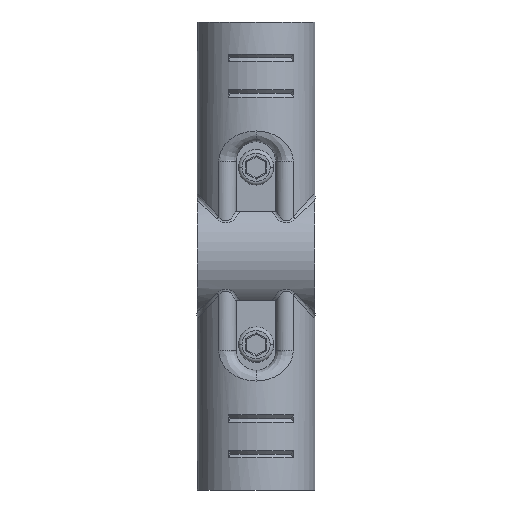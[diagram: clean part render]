
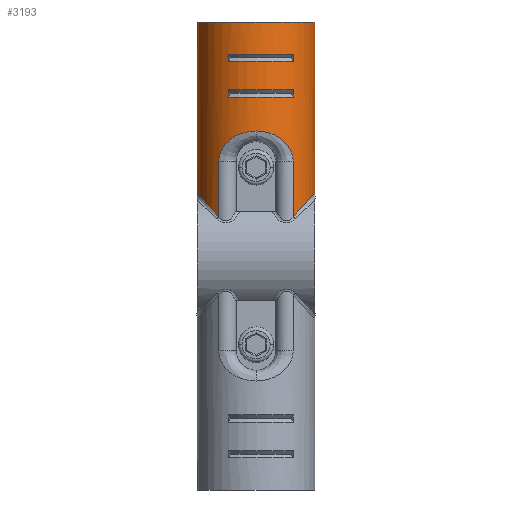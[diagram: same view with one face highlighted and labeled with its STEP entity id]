
A CAD part, left-side view. The second image highlights one B-rep face of the part: STEP entity #3193.
In plain terms, the highlighted cylindrical face has radius 16.5 mm (diameter 33 mm), a partial arc.
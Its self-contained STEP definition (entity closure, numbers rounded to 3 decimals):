
#713=DIRECTION('',(0.,0.,1.));
#714=VECTOR('',#713,48.073);
#715=CARTESIAN_POINT('',(-1.5,16.432,17.427));
#716=LINE('',#715,#714);
#725=DIRECTION('',(0.,0.,1.));
#726=VECTOR('',#725,48.073);
#727=CARTESIAN_POINT('',(-1.5,-16.432,17.427));
#728=LINE('',#727,#726);
#741=CARTESIAN_POINT('',(0.,0.,65.5));
#742=DIRECTION('',(0.,0.,1.));
#743=DIRECTION('',(-0.091,0.996,0.));
#744=AXIS2_PLACEMENT_3D('',#741,#742,#743);
#746=CARTESIAN_POINT('',(0.,0.,54.5));
#747=DIRECTION('',(0.,0.,1.));
#748=DIRECTION('',(-0.887,0.462,0.));
#749=AXIS2_PLACEMENT_3D('',#746,#747,#748);
#751=CARTESIAN_POINT('',(0.,0.,56.5));
#752=DIRECTION('',(0.,0.,-1.));
#753=DIRECTION('',(-0.777,-0.629,0.));
#754=AXIS2_PLACEMENT_3D('',#751,#752,#753);
#756=CARTESIAN_POINT('',(0.,0.,44.5));
#757=DIRECTION('',(0.,0.,1.));
#758=DIRECTION('',(-0.887,0.462,0.));
#759=AXIS2_PLACEMENT_3D('',#756,#757,#758);
#761=CARTESIAN_POINT('',(0.,0.,46.5));
#762=DIRECTION('',(0.,0.,-1.));
#763=DIRECTION('',(-0.777,-0.629,0.));
#764=AXIS2_PLACEMENT_3D('',#761,#762,#763);
#790=CARTESIAN_POINT('',(-1.5,-16.432,17.427));
#791=CARTESIAN_POINT('',(-2.045,-16.382,17.375));
#792=CARTESIAN_POINT('',(-3.144,-16.227,17.21));
#793=CARTESIAN_POINT('',(-4.789,-15.821,16.78));
#794=CARTESIAN_POINT('',(-6.449,-15.223,16.146));
#795=CARTESIAN_POINT('',(-8.112,-14.41,15.284));
#796=CARTESIAN_POINT('',(-9.756,-13.357,14.167));
#797=CARTESIAN_POINT('',(-11.345,-12.043,12.773));
#798=CARTESIAN_POINT('',(-12.346,-10.973,11.638));
#799=CARTESIAN_POINT('',(-12.819,-10.389,11.019));
#1449=CARTESIAN_POINT('',(-1.5,16.432,17.427));
#1450=CARTESIAN_POINT('',(-2.045,16.382,17.375));
#1451=CARTESIAN_POINT('',(-3.144,16.227,17.21));
#1452=CARTESIAN_POINT('',(-4.789,15.821,16.78));
#1453=CARTESIAN_POINT('',(-6.449,15.223,16.146));
#1454=CARTESIAN_POINT('',(-8.112,14.41,15.283));
#1455=CARTESIAN_POINT('',(-9.756,13.357,14.167));
#1456=CARTESIAN_POINT('',(-11.345,12.043,12.773));
#1457=CARTESIAN_POINT('',(-12.346,10.973,11.638));
#1458=CARTESIAN_POINT('',(-12.819,10.389,11.019));
#1500=CARTESIAN_POINT('',(-12.819,10.389,11.019));
#1526=DIRECTION('',(0.,0.,-1.));
#1527=VECTOR('',#1526,15.481);
#1528=CARTESIAN_POINT('',(-12.819,10.389,26.5));
#1529=LINE('',#1528,#1527);
#1561=CARTESIAN_POINT('',(-16.5,0.,
35.));
#1562=CARTESIAN_POINT('',(-16.5,0.559,
35.));
#1563=CARTESIAN_POINT('',(-16.445,1.699,34.929));
#1564=CARTESIAN_POINT('',(-16.153,3.528,34.545));
#1565=CARTESIAN_POINT('',(-15.681,5.224,33.898));
#1566=CARTESIAN_POINT('',(-15.116,6.664,33.068));
#1567=CARTESIAN_POINT('',(-14.562,7.784,32.172));
#1568=CARTESIAN_POINT('',(-14.07,8.632,31.27));
#1569=CARTESIAN_POINT('',(-13.661,9.26,30.393));
#1570=CARTESIAN_POINT('',(-13.339,9.715,29.554));
#1571=CARTESIAN_POINT('',(-13.1,10.033,28.753));
#1572=CARTESIAN_POINT('',(-12.936,10.243,27.986));
#1573=CARTESIAN_POINT('',(-12.84,10.363,27.242));
#1574=CARTESIAN_POINT('',(-12.819,10.389,26.746));
#1575=CARTESIAN_POINT('',(-12.819,10.389,26.5));
#1617=DIRECTION('',(0.,0.,1.));
#1618=VECTOR('',#1617,15.481);
#1619=CARTESIAN_POINT('',(-12.819,-10.389,
11.019));
#1620=LINE('',#1619,#1618);
#1621=CARTESIAN_POINT('',(-12.819,-10.389,
11.019));
#1701=CARTESIAN_POINT('',(-12.819,-10.389,
26.5));
#1702=CARTESIAN_POINT('',(-12.819,-10.389,
26.747));
#1703=CARTESIAN_POINT('',(-12.84,-10.362,
27.244));
#1704=CARTESIAN_POINT('',(-12.937,-10.242,
27.99));
#1705=CARTESIAN_POINT('',(-13.102,-10.032,
28.759));
#1706=CARTESIAN_POINT('',(-13.342,-9.712,
29.561));
#1707=CARTESIAN_POINT('',(-13.665,-9.255,
30.401));
#1708=CARTESIAN_POINT('',(-14.075,-8.625,
31.279));
#1709=CARTESIAN_POINT('',(-14.568,-7.774,
32.181));
#1710=CARTESIAN_POINT('',(-15.121,-6.652,
33.076));
#1711=CARTESIAN_POINT('',(-15.686,-5.21,
33.904));
#1712=CARTESIAN_POINT('',(-16.155,-3.518,
34.548));
#1713=CARTESIAN_POINT('',(-16.445,-1.697,
34.929));
#1714=CARTESIAN_POINT('',(-16.5,-0.559,
35.));
#1715=CARTESIAN_POINT('',(-16.5,0.,
35.));
#2225=DIRECTION('',(0.,0.,1.));
#2226=VECTOR('',#2225,2.);
#2227=CARTESIAN_POINT('',(-14.635,7.62,54.5));
#2228=LINE('',#2227,#2226);
#2242=DIRECTION('',(0.,0.,1.));
#2243=VECTOR('',#2242,2.);
#2244=CARTESIAN_POINT('',(-12.826,-10.38,54.5));
#2245=LINE('',#2244,#2243);
#2254=DIRECTION('',(0.,0.,1.));
#2255=VECTOR('',#2254,2.);
#2256=CARTESIAN_POINT('',(-14.635,7.62,44.5));
#2257=LINE('',#2256,#2255);
#2271=DIRECTION('',(0.,0.,1.));
#2272=VECTOR('',#2271,2.);
#2273=CARTESIAN_POINT('',(-12.826,-10.38,44.5));
#2274=LINE('',#2273,#2272);
#2319=VERTEX_POINT('',#1561);
#2320=VERTEX_POINT('',#1575);
#2323=VERTEX_POINT('',#1701);
#2327=VERTEX_POINT('',#1621);
#2334=VERTEX_POINT('',#1500);
#2349=CARTESIAN_POINT('',(-14.635,7.62,54.5));
#2350=CARTESIAN_POINT('',(-14.635,7.62,56.5));
#2351=VERTEX_POINT('',#2349);
#2352=VERTEX_POINT('',#2350);
#2353=CARTESIAN_POINT('',(-12.826,-10.38,54.5));
#2354=CARTESIAN_POINT('',(-12.826,-10.38,56.5));
#2355=VERTEX_POINT('',#2353);
#2356=VERTEX_POINT('',#2354);
#2361=CARTESIAN_POINT('',(-14.635,7.62,44.5));
#2362=CARTESIAN_POINT('',(-14.635,7.62,46.5));
#2363=VERTEX_POINT('',#2361);
#2364=VERTEX_POINT('',#2362);
#2365=CARTESIAN_POINT('',(-12.826,-10.38,44.5));
#2366=CARTESIAN_POINT('',(-12.826,-10.38,46.5));
#2367=VERTEX_POINT('',#2365);
#2368=VERTEX_POINT('',#2366);
#2397=CARTESIAN_POINT('',(-1.5,-16.432,65.5));
#2399=VERTEX_POINT('',#2397);
#2402=CARTESIAN_POINT('',(-1.5,16.432,65.5));
#2404=VERTEX_POINT('',#2402);
#2405=CARTESIAN_POINT('',(-1.5,16.432,17.427));
#2406=VERTEX_POINT('',#2405);
#2407=CARTESIAN_POINT('',(-1.5,-16.432,
17.427));
#2408=VERTEX_POINT('',#2407);
#3151=CARTESIAN_POINT('',(0.,0.,65.5));
#3152=DIRECTION('',(0.,0.,1.));
#3153=DIRECTION('',(1.,0.,0.));
#3154=AXIS2_PLACEMENT_3D('',#3151,#3152,#3153);
#3155=CYLINDRICAL_SURFACE('',#3154,16.5);
#3156=ORIENTED_EDGE('',*,*,#3144,.T.);
#3157=ORIENTED_EDGE('',*,*,#3130,.F.);
#3159=ORIENTED_EDGE('',*,*,#3158,.T.);
#3161=ORIENTED_EDGE('',*,*,#3160,.T.);
#3163=ORIENTED_EDGE('',*,*,#3162,.T.);
#3165=ORIENTED_EDGE('',*,*,#3164,.T.);
#3167=ORIENTED_EDGE('',*,*,#3166,.T.);
#3169=ORIENTED_EDGE('',*,*,#3168,.F.);
#3170=ORIENTED_EDGE('',*,*,#3110,.T.);
#3171=EDGE_LOOP('',(#3156,#3157,#3159,#3161,#3163,#3165,#3167,#3169,#3170));
#3172=FACE_OUTER_BOUND('',#3171,.F.);
#3174=ORIENTED_EDGE('',*,*,#3173,.T.);
#3176=ORIENTED_EDGE('',*,*,#3175,.T.);
#3178=ORIENTED_EDGE('',*,*,#3177,.T.);
#3180=ORIENTED_EDGE('',*,*,#3179,.F.);
#3181=EDGE_LOOP('',(#3174,#3176,#3178,#3180));
#3182=FACE_BOUND('',#3181,.F.);
#3184=ORIENTED_EDGE('',*,*,#3183,.T.);
#3186=ORIENTED_EDGE('',*,*,#3185,.T.);
#3188=ORIENTED_EDGE('',*,*,#3187,.T.);
#3190=ORIENTED_EDGE('',*,*,#3189,.F.);
#3191=EDGE_LOOP('',(#3184,#3186,#3188,#3190));
#3192=FACE_BOUND('',#3191,.F.);
#3193=ADVANCED_FACE('',(#3172,#3182,#3192),#3155,.T.);
#745=CIRCLE('',#744,16.5);
#750=CIRCLE('',#749,16.5);
#755=CIRCLE('',#754,16.5);
#760=CIRCLE('',#759,16.5);
#765=CIRCLE('',#764,16.5);
#800=B_SPLINE_CURVE_WITH_KNOTS('',3,(#790,#791,#792,#793,#794,#795,#796,#797,
#798,#799),.UNSPECIFIED.,.F.,.F.,(4,1,1,1,1,1,1,4),(0.,0.143,
0.286,0.429,0.571,0.714,
0.857,1.),.UNSPECIFIED.);
#1459=B_SPLINE_CURVE_WITH_KNOTS('',3,(#1449,#1450,#1451,#1452,#1453,#1454,#1455,
#1456,#1457,#1458),.UNSPECIFIED.,.F.,.F.,(4,1,1,1,1,1,1,4),(0.,
0.143,0.286,0.429,0.571,
0.714,0.857,1.),.UNSPECIFIED.);
#1576=B_SPLINE_CURVE_WITH_KNOTS('',3,(#1561,#1562,#1563,#1564,#1565,#1566,#1567,
#1568,#1569,#1570,#1571,#1572,#1573,#1574,#1575),.UNSPECIFIED.,.F.,.F.,(4,1,1,1,
1,1,1,1,1,1,1,1,4),(0.,0.083,0.167,0.25,
0.333,0.417,0.5,0.583,0.667,
0.75,0.833,0.917,1.),.UNSPECIFIED.);
#1716=B_SPLINE_CURVE_WITH_KNOTS('',3,(#1701,#1702,#1703,#1704,#1705,#1706,#1707,
#1708,#1709,#1710,#1711,#1712,#1713,#1714,#1715),.UNSPECIFIED.,.F.,.F.,(4,1,1,1,
1,1,1,1,1,1,1,1,4),(0.,0.083,0.167,0.25,
0.333,0.417,0.5,0.583,0.667,
0.75,0.833,0.917,1.),.UNSPECIFIED.);
#3110=EDGE_CURVE('',#2406,#2404,#716,.T.);
#3130=EDGE_CURVE('',#2408,#2399,#728,.T.);
#3144=EDGE_CURVE('',#2404,#2399,#745,.T.);
#3158=EDGE_CURVE('',#2408,#2327,#800,.T.);
#3160=EDGE_CURVE('',#2327,#2323,#1620,.T.);
#3162=EDGE_CURVE('',#2323,#2319,#1716,.T.);
#3164=EDGE_CURVE('',#2319,#2320,#1576,.T.);
#3166=EDGE_CURVE('',#2320,#2334,#1529,.T.);
#3168=EDGE_CURVE('',#2406,#2334,#1459,.T.);
#3173=EDGE_CURVE('',#2351,#2355,#750,.T.);
#3175=EDGE_CURVE('',#2355,#2356,#2245,.T.);
#3177=EDGE_CURVE('',#2356,#2352,#755,.T.);
#3179=EDGE_CURVE('',#2351,#2352,#2228,.T.);
#3183=EDGE_CURVE('',#2363,#2367,#760,.T.);
#3185=EDGE_CURVE('',#2367,#2368,#2274,.T.);
#3187=EDGE_CURVE('',#2368,#2364,#765,.T.);
#3189=EDGE_CURVE('',#2363,#2364,#2257,.T.);
